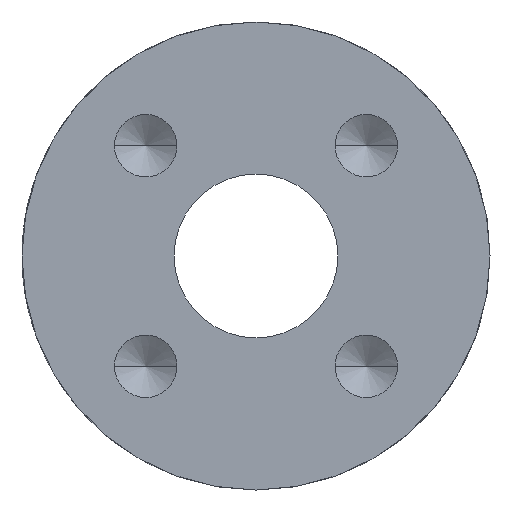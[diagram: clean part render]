
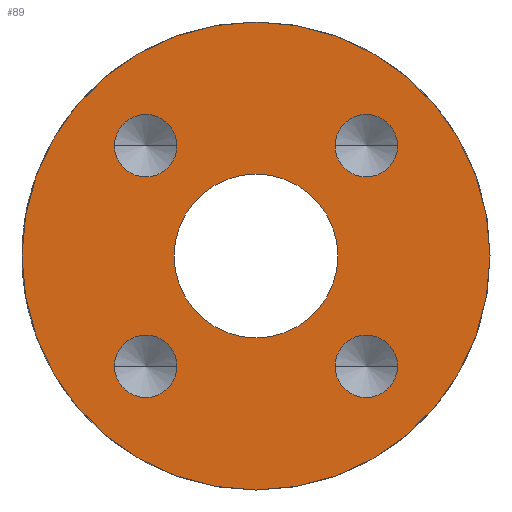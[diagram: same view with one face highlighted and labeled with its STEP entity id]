
A CAD part, front view. The second image highlights one B-rep face of the part: STEP entity #89.
In plain terms, the highlighted planar face has unit normal (0, -1, 0).
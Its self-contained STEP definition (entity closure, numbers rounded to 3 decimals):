
#89=ADVANCED_FACE('',(#191,#192,#193,#194,#195,#196),#197,.F.);
#191=FACE_BOUND('',#310,.T.);
#192=FACE_BOUND('',#311,.T.);
#193=FACE_BOUND('',#312,.T.);
#194=FACE_OUTER_BOUND('',#313,.T.);
#195=FACE_BOUND('',#314,.T.);
#196=FACE_BOUND('',#315,.T.);
#197=PLANE('',#316);
#310=EDGE_LOOP('',(#508,#509));
#311=EDGE_LOOP('',(#510,#511));
#312=EDGE_LOOP('',(#512,#513));
#313=EDGE_LOOP('',(#514,#515));
#314=EDGE_LOOP('',(#516,#517));
#315=EDGE_LOOP('',(#518,#519));
#316=AXIS2_PLACEMENT_3D('',#520,#521,#522);
#508=ORIENTED_EDGE('',*,*,#752,.F.);
#509=ORIENTED_EDGE('',*,*,#703,.F.);
#510=ORIENTED_EDGE('',*,*,#753,.F.);
#511=ORIENTED_EDGE('',*,*,#719,.F.);
#512=ORIENTED_EDGE('',*,*,#754,.F.);
#513=ORIENTED_EDGE('',*,*,#728,.F.);
#514=ORIENTED_EDGE('',*,*,#750,.F.);
#515=ORIENTED_EDGE('',*,*,#739,.F.);
#516=ORIENTED_EDGE('',*,*,#755,.F.);
#517=ORIENTED_EDGE('',*,*,#711,.F.);
#518=ORIENTED_EDGE('',*,*,#756,.F.);
#519=ORIENTED_EDGE('',*,*,#695,.F.);
#520=CARTESIAN_POINT('',(0.0,0.0,0.0));
#521=DIRECTION('',(0.,1.0,0.));
#522=DIRECTION('',(-1.0,0.0,0.));
#695=EDGE_CURVE('',#823,#825,#826,.T.);
#703=EDGE_CURVE('',#836,#838,#839,.T.);
#711=EDGE_CURVE('',#849,#851,#852,.T.);
#719=EDGE_CURVE('',#862,#864,#865,.T.);
#728=EDGE_CURVE('',#876,#878,#879,.T.);
#739=EDGE_CURVE('',#893,#895,#896,.T.);
#750=EDGE_CURVE('',#895,#893,#913,.T.);
#752=EDGE_CURVE('',#838,#836,#915,.T.);
#753=EDGE_CURVE('',#864,#862,#916,.T.);
#754=EDGE_CURVE('',#878,#876,#917,.T.);
#755=EDGE_CURVE('',#851,#849,#918,.T.);
#756=EDGE_CURVE('',#825,#823,#919,.T.);
#823=VERTEX_POINT('',#1080);
#825=VERTEX_POINT('',#1083);
#826=CIRCLE('',#1084,4.0);
#836=VERTEX_POINT('',#1097);
#838=VERTEX_POINT('',#1100);
#839=CIRCLE('',#1101,4.0);
#849=VERTEX_POINT('',#1114);
#851=VERTEX_POINT('',#1117);
#852=CIRCLE('',#1118,4.0);
#862=VERTEX_POINT('',#1131);
#864=VERTEX_POINT('',#1134);
#865=CIRCLE('',#1135,4.0);
#876=VERTEX_POINT('',#1150);
#878=VERTEX_POINT('',#1153);
#879=CIRCLE('',#1154,10.5);
#893=VERTEX_POINT('',#1224);
#895=VERTEX_POINT('',#1227);
#896=CIRCLE('',#1228,30.0);
#913=CIRCLE('',#1250,30.0);
#915=CIRCLE('',#1252,4.0);
#916=CIRCLE('',#1253,4.0);
#917=CIRCLE('',#1254,10.5);
#918=CIRCLE('',#1255,4.0);
#919=CIRCLE('',#1256,4.0);
#1080=CARTESIAN_POINT('',(10.142,0.,14.142));
#1083=CARTESIAN_POINT('',(18.142,0.,14.142));
#1084=AXIS2_PLACEMENT_3D('',#1368,#1369,#1370);
#1097=CARTESIAN_POINT('',(-18.142,0.,14.142));
#1100=CARTESIAN_POINT('',(-10.142,0.,14.142));
#1101=AXIS2_PLACEMENT_3D('',#1378,#1379,#1380);
#1114=CARTESIAN_POINT('',(-18.142,0.,-14.142));
#1117=CARTESIAN_POINT('',(-10.142,0.,-14.142));
#1118=AXIS2_PLACEMENT_3D('',#1388,#1389,#1390);
#1131=CARTESIAN_POINT('',(10.142,0.,-14.142));
#1134=CARTESIAN_POINT('',(18.142,0.,-14.142));
#1135=AXIS2_PLACEMENT_3D('',#1398,#1399,#1400);
#1150=CARTESIAN_POINT('',(-10.5,0.,0.0));
#1153=CARTESIAN_POINT('',(10.5,0.0,0.));
#1154=AXIS2_PLACEMENT_3D('',#1409,#1410,#1411);
#1224=CARTESIAN_POINT('',(-30.0,0.,0.0));
#1227=CARTESIAN_POINT('',(30.0,0.0,0.));
#1228=AXIS2_PLACEMENT_3D('',#1422,#1423,#1424);
#1250=AXIS2_PLACEMENT_3D('',#1442,#1443,#1444);
#1252=AXIS2_PLACEMENT_3D('',#1445,#1446,#1447);
#1253=AXIS2_PLACEMENT_3D('',#1448,#1449,#1450);
#1254=AXIS2_PLACEMENT_3D('',#1451,#1452,#1453);
#1255=AXIS2_PLACEMENT_3D('',#1454,#1455,#1456);
#1256=AXIS2_PLACEMENT_3D('',#1457,#1458,#1459);
#1368=CARTESIAN_POINT('',(14.142,0.,14.142));
#1369=DIRECTION('',(0.,-1.0,0.));
#1370=DIRECTION('',(1.0,0.0,0.));
#1378=CARTESIAN_POINT('',(-14.142,0.,14.142));
#1379=DIRECTION('',(0.,-1.0,0.));
#1380=DIRECTION('',(1.0,0.0,0.));
#1388=CARTESIAN_POINT('',(-14.142,0.,-14.142));
#1389=DIRECTION('',(0.,-1.0,0.));
#1390=DIRECTION('',(1.0,0.0,0.));
#1398=CARTESIAN_POINT('',(14.142,0.,-14.142));
#1399=DIRECTION('',(0.,-1.0,0.));
#1400=DIRECTION('',(1.0,0.0,0.));
#1409=CARTESIAN_POINT('',(0.0,0.0,0.0));
#1410=DIRECTION('',(0.,-1.0,0.));
#1411=DIRECTION('',(1.0,0.0,0.));
#1422=CARTESIAN_POINT('',(0.0,0.0,0.0));
#1423=DIRECTION('',(0.,1.0,0.));
#1424=DIRECTION('',(-1.0,0.0,0.));
#1442=CARTESIAN_POINT('',(0.0,0.0,0.0));
#1443=DIRECTION('',(0.,1.0,0.));
#1444=DIRECTION('',(-1.0,0.0,0.));
#1445=CARTESIAN_POINT('',(-14.142,0.,14.142));
#1446=DIRECTION('',(0.,-1.0,0.));
#1447=DIRECTION('',(1.0,0.0,0.));
#1448=CARTESIAN_POINT('',(14.142,0.,-14.142));
#1449=DIRECTION('',(0.,-1.0,0.));
#1450=DIRECTION('',(1.0,0.0,0.));
#1451=CARTESIAN_POINT('',(0.0,0.0,0.0));
#1452=DIRECTION('',(0.,-1.0,0.));
#1453=DIRECTION('',(1.0,0.0,0.));
#1454=CARTESIAN_POINT('',(-14.142,0.,-14.142));
#1455=DIRECTION('',(0.,-1.0,0.));
#1456=DIRECTION('',(1.0,0.0,0.));
#1457=CARTESIAN_POINT('',(14.142,0.,14.142));
#1458=DIRECTION('',(0.,-1.0,0.));
#1459=DIRECTION('',(1.0,0.0,0.));
